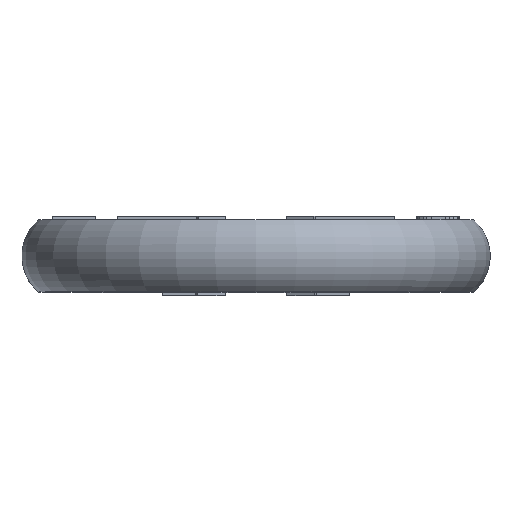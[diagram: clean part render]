
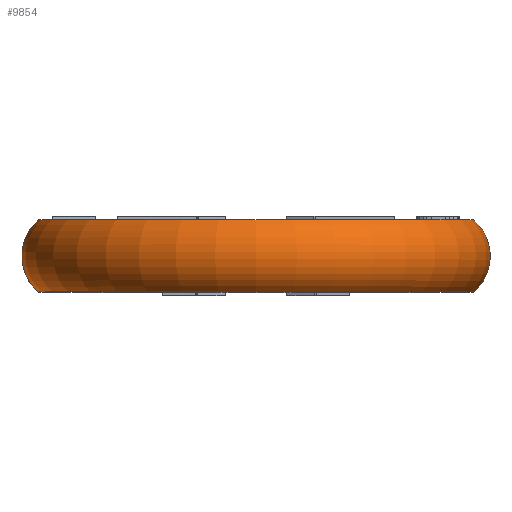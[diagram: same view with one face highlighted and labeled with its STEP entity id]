
A CAD part, top view. The second image highlights one B-rep face of the part: STEP entity #9854.
In plain terms, the highlighted toroidal (fillet/blend) face has major radius 15.6 mm and minor radius 3.9 mm.
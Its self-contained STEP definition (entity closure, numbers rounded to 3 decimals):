
#5=CARTESIAN_POINT('',(0.,3.,23.5));
#6=DIRECTION('',(0.,1.,0.));
#7=DIRECTION('',(-1.,0.,0.));
#8=AXIS2_PLACEMENT_3D('',#5,#6,#7);
#1710=CARTESIAN_POINT('',(15.6,0.,23.5));
#1711=DIRECTION('',(0.,0.,1.));
#1712=DIRECTION('',(0.639,-0.769,0.));
#1713=AXIS2_PLACEMENT_3D('',#1710,#1711,#1712);
#1725=CARTESIAN_POINT('',(-15.6,0.,23.5));
#1726=DIRECTION('',(0.,0.,1.));
#1727=DIRECTION('',(-0.639,0.769,0.));
#1728=AXIS2_PLACEMENT_3D('',#1725,#1726,#1727);
#1734=CARTESIAN_POINT('',(0.,-3.,23.5));
#1735=DIRECTION('',(0.,-1.,0.));
#1736=DIRECTION('',(1.,0.,0.));
#1737=AXIS2_PLACEMENT_3D('',#1734,#1735,#1736);
#7729=CARTESIAN_POINT('',(18.092,-3.,23.5));
#7730=VERTEX_POINT('',#7729);
#7731=CARTESIAN_POINT('',(18.092,3.,23.5));
#7732=VERTEX_POINT('',#7731);
#7737=CARTESIAN_POINT('',(-18.092,3.,23.5));
#7738=CARTESIAN_POINT('',(-18.092,-3.,23.5));
#7739=VERTEX_POINT('',#7737);
#7740=VERTEX_POINT('',#7738);
#9842=CARTESIAN_POINT('',(0.,0.,23.5));
#9843=DIRECTION('',(0.,1.,0.));
#9844=DIRECTION('',(1.,0.,0.));
#9845=AXIS2_PLACEMENT_3D('',#9842,#9843,#9844);
#9846=TOROIDAL_SURFACE('',#9845,15.6,3.9);
#9847=ORIENTED_EDGE('',*,*,#9808,.F.);
#9849=ORIENTED_EDGE('',*,*,#9848,.T.);
#9850=ORIENTED_EDGE('',*,*,#9833,.F.);
#9851=ORIENTED_EDGE('',*,*,#8914,.T.);
#9852=EDGE_LOOP('',(#9847,#9849,#9850,#9851));
#9853=FACE_OUTER_BOUND('',#9852,.F.);
#9854=ADVANCED_FACE('',(#9853),#9846,.T.);
#9=CIRCLE('',#8,18.092);
#1714=CIRCLE('',#1713,3.9);
#1729=CIRCLE('',#1728,3.9);
#1738=CIRCLE('',#1737,18.092);
#8914=EDGE_CURVE('',#7739,#7732,#9,.T.);
#9808=EDGE_CURVE('',#7730,#7732,#1714,.T.);
#9833=EDGE_CURVE('',#7739,#7740,#1729,.T.);
#9848=EDGE_CURVE('',#7730,#7740,#1738,.T.);
